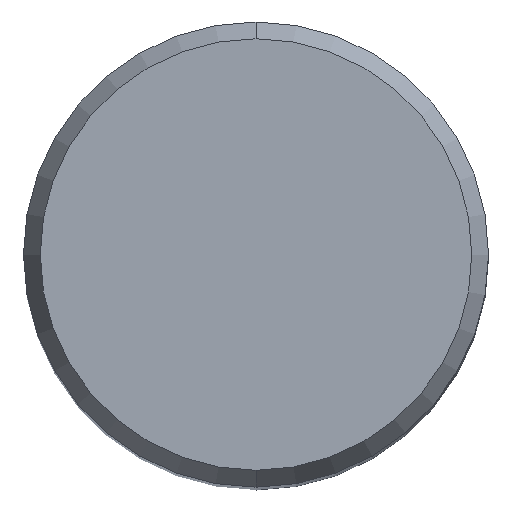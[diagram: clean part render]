
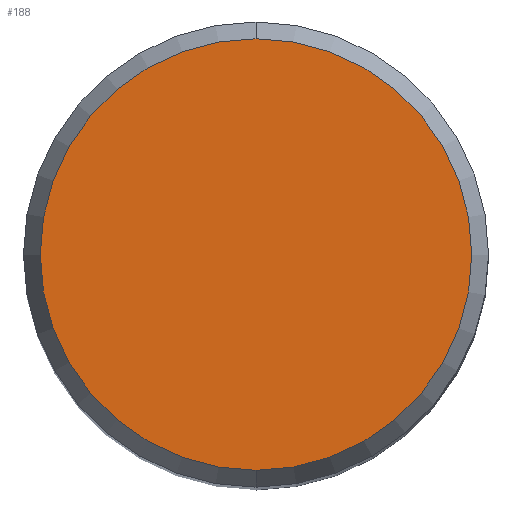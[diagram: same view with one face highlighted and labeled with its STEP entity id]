
A CAD part, top view. The second image highlights one B-rep face of the part: STEP entity #188.
In plain terms, the highlighted planar face has unit normal (0, 0, 1).
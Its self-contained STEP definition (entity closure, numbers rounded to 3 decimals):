
#94=VERTEX_POINT('',#231);
#110=EDGE_CURVE('',#164,#94,#250,.T.);
#164=VERTEX_POINT('',#309);
#186=EDGE_CURVE('',#94,#164,#335,.T.);
#188=ADVANCED_FACE('',(#337),#338,.T.);
#231=CARTESIAN_POINT('',(0.0,5.892,0.01));
#250=CIRCLE('',#398,5.892);
#309=CARTESIAN_POINT('',(0.,-5.892,0.01));
#335=CIRCLE('',#507,5.892);
#337=FACE_OUTER_BOUND('',#509,.T.);
#338=PLANE('',#510);
#398=AXIS2_PLACEMENT_3D('',#570,#571,#572);
#507=AXIS2_PLACEMENT_3D('',#672,#673,#674);
#509=EDGE_LOOP('',(#676,#677));
#510=AXIS2_PLACEMENT_3D('',#678,#679,#680);
#570=CARTESIAN_POINT('',(0.0,0.0,0.01));
#571=DIRECTION('',(0.0,0.0,-1.0));
#572=DIRECTION('',(0.0,1.0,0.0));
#672=CARTESIAN_POINT('',(0.0,0.0,0.01));
#673=DIRECTION('',(0.0,0.0,-1.0));
#674=DIRECTION('',(0.0,1.0,0.0));
#676=ORIENTED_EDGE('',*,*,#186,.F.);
#677=ORIENTED_EDGE('',*,*,#110,.F.);
#678=CARTESIAN_POINT('',(0.0,2.946,0.01));
#679=DIRECTION('',(-0.0,0.0,1.0));
#680=DIRECTION('',(0.0,-1.0,0.0));
